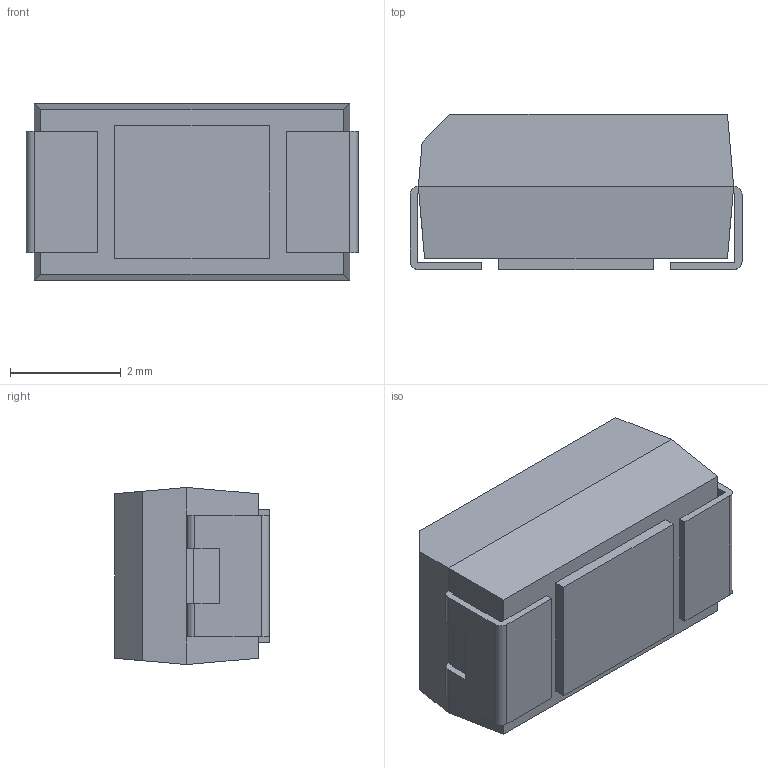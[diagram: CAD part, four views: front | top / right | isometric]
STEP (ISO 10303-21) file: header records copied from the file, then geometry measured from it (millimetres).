
FILE_DESCRIPTION (( 'STEP AP214' ), '1' );
FILE_NAME ('T495C475M035AH4095.STEP', '2021-08-02T14:45:35', ( '' ), ( '' ), 'SwSTEP 2.0', 'SolidWorks 2020', '' );
FILE_SCHEMA (( 'AUTOMOTIVE_DESIGN' ));
Length unit declared in the file: millimetre
Products named in the file (1): T495C475M035AH4095
Bounding box: 6 x 2.8 x 3.2 mm (x, y, z)
Volume: 47.3 mm3; surface area: 111.7 mm2
Topology: 5 solids, 5 shells, 84 faces, 209 edges, 136 vertices
Faces by surface type: plane 68, cylinder 16
Entity records: 2539 total; most frequent: CARTESIAN_POINT 430, ORIENTED_EDGE 418, DIRECTION 411, EDGE_CURVE 209, LINE 177, VECTOR 177, VERTEX_POINT 136, AXIS2_PLACEMENT_3D 117
